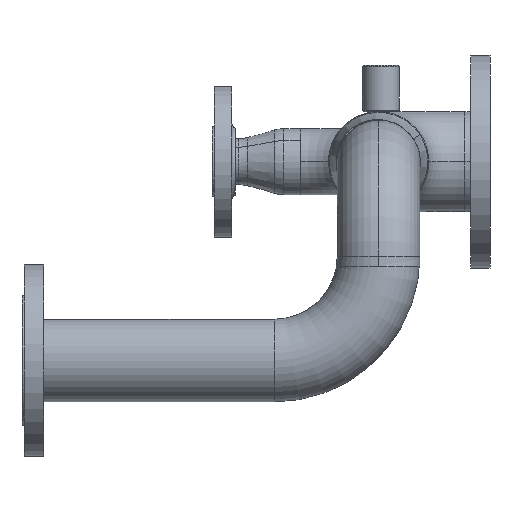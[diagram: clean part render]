
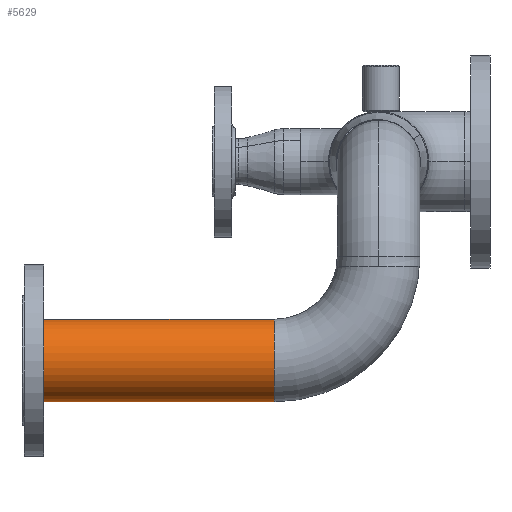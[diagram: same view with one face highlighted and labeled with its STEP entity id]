
A CAD part, front view. The second image highlights one B-rep face of the part: STEP entity #5629.
In plain terms, the highlighted cylindrical face has radius 30.15 mm (diameter 60.3 mm), a partial arc.
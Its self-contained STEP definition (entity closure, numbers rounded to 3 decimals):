
#337 = VERTEX_POINT ( 'NONE', #11354 ) ;
#400 = DIRECTION ( 'NONE',  ( 0., -1., 0. ) ) ;
#1762 = EDGE_CURVE ( 'NONE', #7570, #3839, #10343, .T. ) ;
#2546 = CARTESIAN_POINT ( 'NONE',  ( -255., -260., -145. ) ) ;
#2869 = DIRECTION ( 'NONE',  ( 1., 0., 0. ) ) ;
#3839 = VERTEX_POINT ( 'NONE', #10686 ) ;
#3904 = CIRCLE ( 'NONE', #9360, 30.15 ) ;
#4324 = CIRCLE ( 'NONE', #8178, 30.15 ) ;
#4484 = EDGE_CURVE ( 'NONE', #6530, #337, #10477, .T. ) ;
#4563 = VECTOR ( 'NONE', #11465, 1000. ) ;
#4644 = ORIENTED_EDGE ( 'NONE', *, *, #10291, .T. ) ;
#4720 = CARTESIAN_POINT ( 'NONE',  ( -76.2, -260., -145. ) ) ;
#5086 = CARTESIAN_POINT ( 'NONE',  ( -255., -260., -175.15 ) ) ;
#5406 = FACE_OUTER_BOUND ( 'NONE', #7124, .T. ) ;
#5479 = CYLINDRICAL_SURFACE ( 'NONE', #7766, 30.15 ) ;
#5629 = ADVANCED_FACE ( 'NONE', ( #5406 ), #5479, .T. ) ;
#6530 = VERTEX_POINT ( 'NONE', #7397 ) ;
#6548 = CARTESIAN_POINT ( 'NONE',  ( -255., -260., -114.85 ) ) ;
#7124 = EDGE_LOOP ( 'NONE', ( #11098, #12789, #7733, #4644 ) ) ;
#7397 = CARTESIAN_POINT ( 'NONE',  ( -255., -260., -175.15 ) ) ;
#7570 = VERTEX_POINT ( 'NONE', #6548 ) ;
#7733 = ORIENTED_EDGE ( 'NONE', *, *, #4484, .T. ) ;
#7766 = AXIS2_PLACEMENT_3D ( 'NONE', #9794, #8751, #13057 ) ;
#8064 = DIRECTION ( 'NONE',  ( 0., -1., 0. ) ) ;
#8178 = AXIS2_PLACEMENT_3D ( 'NONE', #4720, #12447, #8064 ) ;
#8669 = EDGE_CURVE ( 'NONE', #6530, #7570, #3904, .T. ) ;
#8751 = DIRECTION ( 'NONE',  ( 1., 0., 0. ) ) ;
#9152 = CARTESIAN_POINT ( 'NONE',  ( -255., -260., -114.85 ) ) ;
#9360 = AXIS2_PLACEMENT_3D ( 'NONE', #2546, #9868, #400 ) ;
#9794 = CARTESIAN_POINT ( 'NONE',  ( -255., -260., -145. ) ) ;
#9868 = DIRECTION ( 'NONE',  ( -1., 0., 0. ) ) ;
#10291 = EDGE_CURVE ( 'NONE', #337, #3839, #4324, .T. ) ;
#10343 = LINE ( 'NONE', #9152, #13123 ) ;
#10477 = LINE ( 'NONE', #5086, #4563 ) ;
#10686 = CARTESIAN_POINT ( 'NONE',  ( -76.2, -260., -114.85 ) ) ;
#11098 = ORIENTED_EDGE ( 'NONE', *, *, #1762, .F. ) ;
#11354 = CARTESIAN_POINT ( 'NONE',  ( -76.2, -260., -175.15 ) ) ;
#11465 = DIRECTION ( 'NONE',  ( 1., 0., 0. ) ) ;
#12447 = DIRECTION ( 'NONE',  ( -1., 0., 0. ) ) ;
#12789 = ORIENTED_EDGE ( 'NONE', *, *, #8669, .F. ) ;
#13057 = DIRECTION ( 'NONE',  ( 0., 0., -1. ) ) ;
#13123 = VECTOR ( 'NONE', #2869, 1000. ) ;
